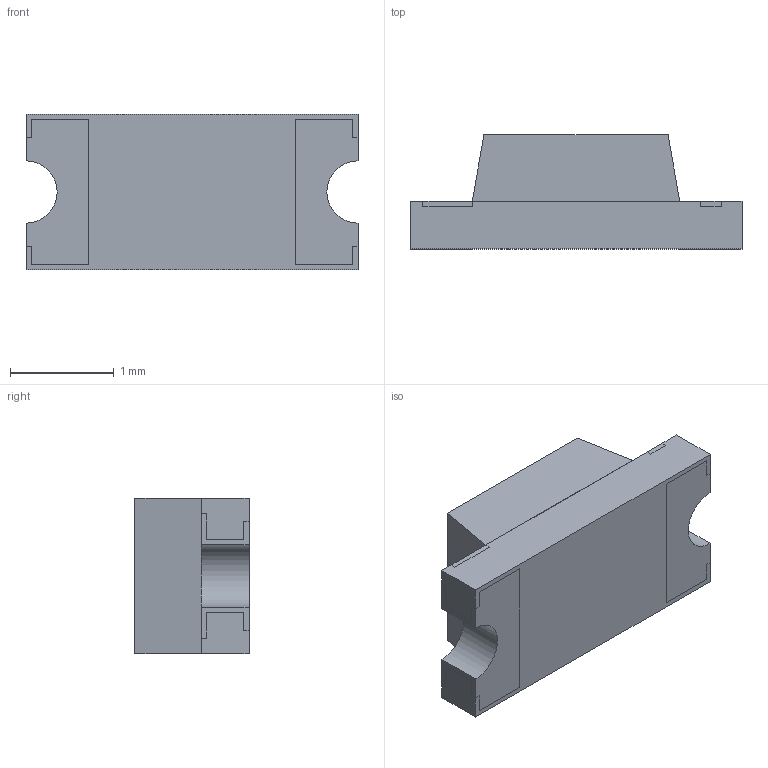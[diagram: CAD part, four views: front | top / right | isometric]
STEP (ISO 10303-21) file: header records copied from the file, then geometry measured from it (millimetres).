
FILE_DESCRIPTION (( 'STEP AP214' ), '1' );
FILE_NAME ('SML-LX1206YC-TR.STEP', '2023-11-13T21:00:49', ( '' ), ( '' ), 'SwSTEP 2.0', 'SolidWorks 2021', '' );
FILE_SCHEMA (( 'AUTOMOTIVE_DESIGN' ));
Length unit declared in the file: millimetre
Products named in the file (1): SML-LX1206YC-TR
Bounding box: 3.2 x 1.1 x 1.5 mm (x, y, z)
Volume: 3.9 mm3; surface area: 31 mm2
Topology: 6 solids, 6 shells, 116 faces, 312 edges, 208 vertices
Faces by surface type: plane 96, cylinder 20
Entity records: 3675 total; most frequent: CARTESIAN_POINT 637, ORIENTED_EDGE 624, DIRECTION 586, EDGE_CURVE 312, LINE 272, VECTOR 272, VERTEX_POINT 208, AXIS2_PLACEMENT_3D 157
